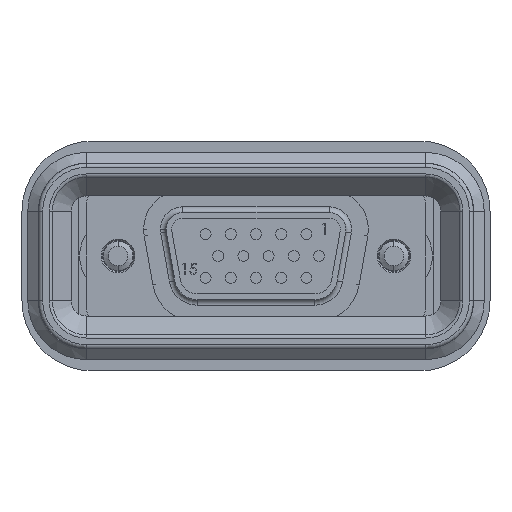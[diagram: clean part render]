
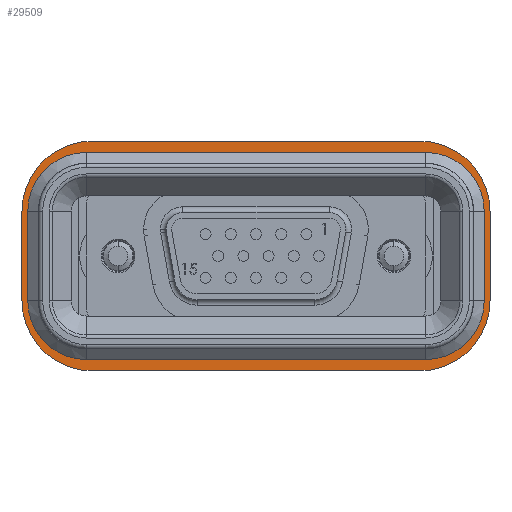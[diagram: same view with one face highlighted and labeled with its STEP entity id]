
A CAD part, front view. The second image highlights one B-rep face of the part: STEP entity #29509.
In plain terms, the highlighted planar face has unit normal (0, -1, 0).
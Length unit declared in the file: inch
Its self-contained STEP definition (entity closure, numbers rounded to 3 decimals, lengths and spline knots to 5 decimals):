
#321 = EDGE_CURVE ( 'NONE', #29591, #1936, #2815, .T. ) ;
#346 = CIRCLE ( 'NONE', #12693, 0.25 ) ;
#947 = VERTEX_POINT ( 'NONE', #18709 ) ;
#1074 = LINE ( 'NONE', #20730, #18756 ) ;
#1231 = DIRECTION ( 'NONE',  ( -1., 0., 0. ) ) ;
#1252 = ORIENTED_EDGE ( 'NONE', *, *, #1890, .T. ) ;
#1499 = VERTEX_POINT ( 'NONE', #11405 ) ;
#1617 = ORIENTED_EDGE ( 'NONE', *, *, #23896, .T. ) ;
#1757 = PLANE ( 'NONE',  #7299 ) ;
#1890 = EDGE_CURVE ( 'NONE', #947, #29591, #26082, .T. ) ;
#1936 = VERTEX_POINT ( 'NONE', #15740 ) ;
#2296 = FACE_OUTER_BOUND ( 'NONE', #16286, .T. ) ;
#2403 = DIRECTION ( 'NONE',  ( 0., -1., 0. ) ) ;
#2478 = DIRECTION ( 'NONE',  ( 0., 0., 1. ) ) ;
#2596 = CIRCLE ( 'NONE', #9800, 0.21 ) ;
#2815 = CIRCLE ( 'NONE', #6862, 0.25 ) ;
#3382 = VERTEX_POINT ( 'NONE', #5084 ) ;
#3537 = DIRECTION ( 'NONE',  ( 0., 0., -1. ) ) ;
#3601 = CARTESIAN_POINT ( 'NONE',  ( -0.585, 0., -0.16 ) ) ;
#3681 = ORIENTED_EDGE ( 'NONE', *, *, #11353, .T. ) ;
#3783 = VECTOR ( 'NONE', #2478, 39.37008 ) ;
#3941 = DIRECTION ( 'NONE',  ( 0., -1., 0. ) ) ;
#4223 = DIRECTION ( 'NONE',  ( 0., -1., 0. ) ) ;
#5026 = EDGE_CURVE ( 'NONE', #9915, #1499, #26964, .T. ) ;
#5037 = EDGE_CURVE ( 'NONE', #13969, #29849, #14741, .T. ) ;
#5084 = CARTESIAN_POINT ( 'NONE',  ( -0.585, 0., 0.41 ) ) ;
#5560 = EDGE_CURVE ( 'NONE', #10363, #17059, #24027, .T. ) ;
#5731 = CARTESIAN_POINT ( 'NONE',  ( -0.585, 0., -0.37 ) ) ;
#5843 = DIRECTION ( 'NONE',  ( 0., -1., 0. ) ) ;
#5912 = DIRECTION ( 'NONE',  ( 0., 0., -1. ) ) ;
#6365 = DIRECTION ( 'NONE',  ( 0., 1., 0. ) ) ;
#6731 = DIRECTION ( 'NONE',  ( 1., 0., 0. ) ) ;
#6828 = ORIENTED_EDGE ( 'NONE', *, *, #5026, .F. ) ;
#6862 = AXIS2_PLACEMENT_3D ( 'NONE', #8130, #10427, #12731 ) ;
#6955 = ORIENTED_EDGE ( 'NONE', *, *, #10669, .T. ) ;
#7299 = AXIS2_PLACEMENT_3D ( 'NONE', #20186, #6365, #22467 ) ;
#7639 = VERTEX_POINT ( 'NONE', #22893 ) ;
#8052 = DIRECTION ( 'NONE',  ( 1., 0., 0. ) ) ;
#8130 = CARTESIAN_POINT ( 'NONE',  ( -0.585, 0., -0.16 ) ) ;
#8582 = VECTOR ( 'NONE', #3537, 39.37008 ) ;
#8593 = ORIENTED_EDGE ( 'NONE', *, *, #27992, .F. ) ;
#8863 = DIRECTION ( 'NONE',  ( 0., -1., 0. ) ) ;
#8888 = CARTESIAN_POINT ( 'NONE',  ( 0.795, 0., 0.16 ) ) ;
#8899 = ORIENTED_EDGE ( 'NONE', *, *, #23172, .F. ) ;
#9135 = ORIENTED_EDGE ( 'NONE', *, *, #9334, .F. ) ;
#9149 = CARTESIAN_POINT ( 'NONE',  ( -0.835, 0., -0.41 ) ) ;
#9334 = EDGE_CURVE ( 'NONE', #12525, #27347, #28273, .T. ) ;
#9614 = CARTESIAN_POINT ( 'NONE',  ( -0.585, 0., -0.37 ) ) ;
#9800 = AXIS2_PLACEMENT_3D ( 'NONE', #22650, #8863, #24953 ) ;
#9897 = CIRCLE ( 'NONE', #27210, 0.25 ) ;
#9915 = VERTEX_POINT ( 'NONE', #10034 ) ;
#10034 = CARTESIAN_POINT ( 'NONE',  ( -0.585, 0., 0.37 ) ) ;
#10206 = VECTOR ( 'NONE', #17730, 39.37008 ) ;
#10363 = VERTEX_POINT ( 'NONE', #9614 ) ;
#10387 = LINE ( 'NONE', #9149, #16561 ) ;
#10427 = DIRECTION ( 'NONE',  ( 0., -1., 0. ) ) ;
#10574 = EDGE_CURVE ( 'NONE', #7639, #9915, #28083, .T. ) ;
#10669 = EDGE_CURVE ( 'NONE', #3382, #947, #19824, .T. ) ;
#10893 = CIRCLE ( 'NONE', #12957, 0.21 ) ;
#11190 = CARTESIAN_POINT ( 'NONE',  ( -0.835, 0., -0.16 ) ) ;
#11240 = AXIS2_PLACEMENT_3D ( 'NONE', #19669, #5843, #21972 ) ;
#11249 = DIRECTION ( 'NONE',  ( 0., -1., 0. ) ) ;
#11272 = ORIENTED_EDGE ( 'NONE', *, *, #10574, .F. ) ;
#11353 = EDGE_CURVE ( 'NONE', #1936, #22629, #10387, .T. ) ;
#11355 = DIRECTION ( 'NONE',  ( 1., 0., 0. ) ) ;
#11397 = ORIENTED_EDGE ( 'NONE', *, *, #20985, .F. ) ;
#11405 = CARTESIAN_POINT ( 'NONE',  ( -0.795, 0., 0.16 ) ) ;
#12525 = VERTEX_POINT ( 'NONE', #13491 ) ;
#12599 = CARTESIAN_POINT ( 'NONE',  ( -0.795, 0., -0.16 ) ) ;
#12693 = AXIS2_PLACEMENT_3D ( 'NONE', #16207, #2403, #18507 ) ;
#12731 = DIRECTION ( 'NONE',  ( 0., 0., 1. ) ) ;
#12957 = AXIS2_PLACEMENT_3D ( 'NONE', #25036, #11249, #27358 ) ;
#13294 = VERTEX_POINT ( 'NONE', #16575 ) ;
#13491 = CARTESIAN_POINT ( 'NONE',  ( 0.795, 0., -0.16 ) ) ;
#13816 = FACE_BOUND ( 'NONE', #27194, .T. ) ;
#13969 = VERTEX_POINT ( 'NONE', #24850 ) ;
#14741 = LINE ( 'NONE', #17346, #8582 ) ;
#14989 = VECTOR ( 'NONE', #6731, 39.37008 ) ;
#15116 = AXIS2_PLACEMENT_3D ( 'NONE', #3601, #19737, #5912 ) ;
#15425 = CARTESIAN_POINT ( 'NONE',  ( -0.835, 0., 0.41 ) ) ;
#15740 = CARTESIAN_POINT ( 'NONE',  ( -0.585, 0., -0.41 ) ) ;
#16207 = CARTESIAN_POINT ( 'NONE',  ( 0.585, 0., -0.16 ) ) ;
#16286 = EDGE_LOOP ( 'NONE', ( #1252, #19933, #3681, #1617, #21475, #23739, #8593, #6955 ) ) ;
#16561 = VECTOR ( 'NONE', #11355, 39.37008 ) ;
#16575 = CARTESIAN_POINT ( 'NONE',  ( 0.585, 0., 0.41 ) ) ;
#17059 = VERTEX_POINT ( 'NONE', #18919 ) ;
#17227 = VECTOR ( 'NONE', #8052, 39.37008 ) ;
#17346 = CARTESIAN_POINT ( 'NONE',  ( 0.835, 0., 0.41 ) ) ;
#17730 = DIRECTION ( 'NONE',  ( 0., 0., -1. ) ) ;
#17756 = CARTESIAN_POINT ( 'NONE',  ( -0.585, 0., 0.16 ) ) ;
#18048 = CARTESIAN_POINT ( 'NONE',  ( 0.585, 0., 0.16 ) ) ;
#18415 = DIRECTION ( 'NONE',  ( 0., 0., -1. ) ) ;
#18507 = DIRECTION ( 'NONE',  ( 0., 0., 1. ) ) ;
#18681 = ORIENTED_EDGE ( 'NONE', *, *, #20791, .F. ) ;
#18709 = CARTESIAN_POINT ( 'NONE',  ( -0.835, 0., 0.16 ) ) ;
#18756 = VECTOR ( 'NONE', #18415, 39.37008 ) ;
#18919 = CARTESIAN_POINT ( 'NONE',  ( 0.585, 0., -0.37 ) ) ;
#19669 = CARTESIAN_POINT ( 'NONE',  ( -0.585, 0., 0.16 ) ) ;
#19737 = DIRECTION ( 'NONE',  ( 0., -1., 0. ) ) ;
#19824 = CIRCLE ( 'NONE', #25881, 0.25 ) ;
#19933 = ORIENTED_EDGE ( 'NONE', *, *, #321, .T. ) ;
#20088 = DIRECTION ( 'NONE',  ( 0., 0., 1. ) ) ;
#20094 = EDGE_CURVE ( 'NONE', #13969, #13294, #9897, .T. ) ;
#20186 = CARTESIAN_POINT ( 'NONE',  ( -0.835, 0., 0.41 ) ) ;
#20379 = DIRECTION ( 'NONE',  ( 0., 0., 1. ) ) ;
#20730 = CARTESIAN_POINT ( 'NONE',  ( -0.795, 0., 0.16 ) ) ;
#20791 = EDGE_CURVE ( 'NONE', #27143, #10363, #23511, .T. ) ;
#20985 = EDGE_CURVE ( 'NONE', #17059, #12525, #10893, .T. ) ;
#21276 = VECTOR ( 'NONE', #1231, 39.37008 ) ;
#21475 = ORIENTED_EDGE ( 'NONE', *, *, #5037, .F. ) ;
#21972 = DIRECTION ( 'NONE',  ( 0., 0., -1. ) ) ;
#22467 = DIRECTION ( 'NONE',  ( 0., 0., 1. ) ) ;
#22629 = VERTEX_POINT ( 'NONE', #25248 ) ;
#22650 = CARTESIAN_POINT ( 'NONE',  ( 0.585, 0., 0.16 ) ) ;
#22831 = CARTESIAN_POINT ( 'NONE',  ( -0.835, 0., 0.41 ) ) ;
#22893 = CARTESIAN_POINT ( 'NONE',  ( 0.585, 0., 0.37 ) ) ;
#23172 = EDGE_CURVE ( 'NONE', #27347, #7639, #2596, .T. ) ;
#23270 = LINE ( 'NONE', #22831, #14989 ) ;
#23292 = CARTESIAN_POINT ( 'NONE',  ( 0.795, 0., -0.16 ) ) ;
#23511 = CIRCLE ( 'NONE', #15116, 0.21 ) ;
#23739 = ORIENTED_EDGE ( 'NONE', *, *, #20094, .T. ) ;
#23889 = EDGE_CURVE ( 'NONE', #1499, #27143, #1074, .T. ) ;
#23896 = EDGE_CURVE ( 'NONE', #22629, #29849, #346, .T. ) ;
#24027 = LINE ( 'NONE', #5731, #17227 ) ;
#24850 = CARTESIAN_POINT ( 'NONE',  ( 0.835, 0., 0.16 ) ) ;
#24953 = DIRECTION ( 'NONE',  ( 0., 0., -1. ) ) ;
#25036 = CARTESIAN_POINT ( 'NONE',  ( 0.585, 0., -0.16 ) ) ;
#25248 = CARTESIAN_POINT ( 'NONE',  ( 0.585, 0., -0.41 ) ) ;
#25881 = AXIS2_PLACEMENT_3D ( 'NONE', #17756, #3941, #20088 ) ;
#25963 = CARTESIAN_POINT ( 'NONE',  ( 0.835, 0., -0.16 ) ) ;
#26082 = LINE ( 'NONE', #15425, #10206 ) ;
#26955 = ORIENTED_EDGE ( 'NONE', *, *, #5560, .F. ) ;
#26964 = CIRCLE ( 'NONE', #11240, 0.21 ) ;
#27143 = VERTEX_POINT ( 'NONE', #12599 ) ;
#27194 = EDGE_LOOP ( 'NONE', ( #28070, #6828, #11272, #8899, #9135, #11397, #26955, #18681 ) ) ;
#27210 = AXIS2_PLACEMENT_3D ( 'NONE', #18048, #4223, #20379 ) ;
#27347 = VERTEX_POINT ( 'NONE', #8888 ) ;
#27358 = DIRECTION ( 'NONE',  ( 0., 0., -1. ) ) ;
#27992 = EDGE_CURVE ( 'NONE', #3382, #13294, #23270, .T. ) ;
#28070 = ORIENTED_EDGE ( 'NONE', *, *, #23889, .F. ) ;
#28083 = LINE ( 'NONE', #28789, #21276 ) ;
#28273 = LINE ( 'NONE', #23292, #3783 ) ;
#28789 = CARTESIAN_POINT ( 'NONE',  ( 0.585, 0., 0.37 ) ) ;
#29509 = ADVANCED_FACE ( 'NONE', ( #13816, #2296 ), #1757, .F. ) ;
#29591 = VERTEX_POINT ( 'NONE', #11190 ) ;
#29849 = VERTEX_POINT ( 'NONE', #25963 ) ;
